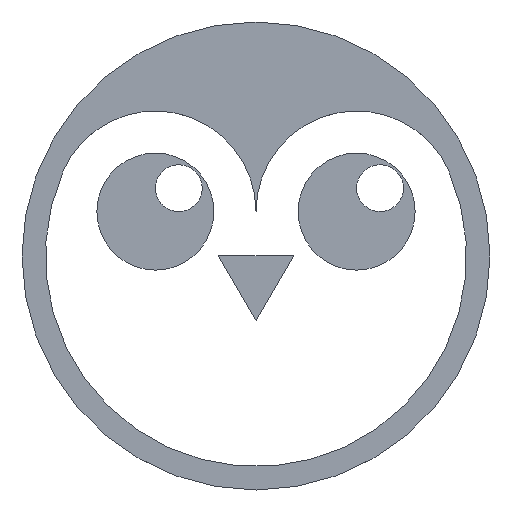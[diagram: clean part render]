
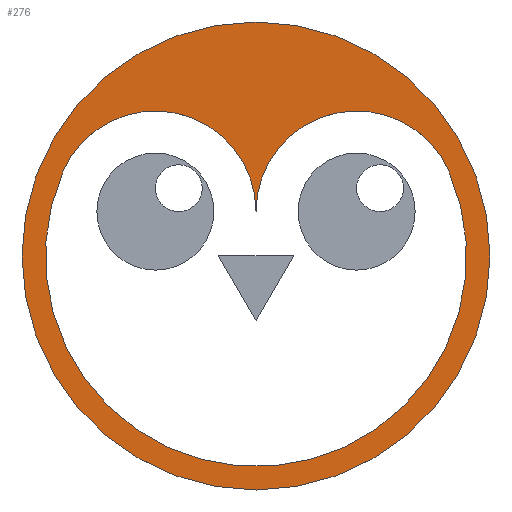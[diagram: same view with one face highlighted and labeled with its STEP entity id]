
A CAD part, top view. The second image highlights one B-rep face of the part: STEP entity #276.
In plain terms, the highlighted planar face has unit normal (0, 0, 1).
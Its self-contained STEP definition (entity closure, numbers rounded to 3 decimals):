
#26=FACE_BOUND('',#91,.T.);
#36=CIRCLE('',#320,600.);
#40=CIRCLE('',#326,258.);
#41=CIRCLE('',#327,258.);
#42=CIRCLE('',#328,540.);
#66=FACE_OUTER_BOUND('',#90,.T.);
#90=EDGE_LOOP('',(#234));
#91=EDGE_LOOP('',(#235,#236,#237));
#144=VERTEX_POINT('',#473);
#148=VERTEX_POINT('',#484);
#149=VERTEX_POINT('',#485);
#150=VERTEX_POINT('',#487);
#174=EDGE_CURVE('',#144,#144,#36,.T.);
#178=EDGE_CURVE('',#148,#149,#40,.T.);
#179=EDGE_CURVE('',#149,#150,#41,.T.);
#180=EDGE_CURVE('',#150,#148,#42,.T.);
#234=ORIENTED_EDGE('',*,*,#174,.T.);
#235=ORIENTED_EDGE('',*,*,#178,.T.);
#236=ORIENTED_EDGE('',*,*,#179,.T.);
#237=ORIENTED_EDGE('',*,*,#180,.T.);
#260=PLANE('',#325);
#276=ADVANCED_FACE('',(#66,#26),#260,.T.);
#320=AXIS2_PLACEMENT_3D('',#475,#394,#395);
#325=AXIS2_PLACEMENT_3D('',#483,#404,#405);
#326=AXIS2_PLACEMENT_3D('',#486,#406,#407);
#327=AXIS2_PLACEMENT_3D('',#488,#408,#409);
#328=AXIS2_PLACEMENT_3D('',#489,#410,#411);
#394=DIRECTION('center_axis',(0.,0.,1.));
#395=DIRECTION('ref_axis',(-1.,0.,0.));
#404=DIRECTION('center_axis',(0.,0.,1.));
#405=DIRECTION('ref_axis',(-1.,0.,0.));
#406=DIRECTION('center_axis',(0.,0.,-1.));
#407=DIRECTION('ref_axis',(1.,0.,0.));
#408=DIRECTION('center_axis',(0.,0.,-1.));
#409=DIRECTION('ref_axis',(0.915,0.404,0.));
#410=DIRECTION('center_axis',(0.,0.,-1.));
#411=DIRECTION('ref_axis',(-0.915,0.404,0.));
#473=CARTESIAN_POINT('',(600.,0.,0.));
#475=CARTESIAN_POINT('Origin',(0.,0.,0.));
#483=CARTESIAN_POINT('Origin',(0.,0.,0.));
#484=CARTESIAN_POINT('',(-494.043,217.995,0.));
#485=CARTESIAN_POINT('',(0.,113.842,0.));
#486=CARTESIAN_POINT('Origin',(-258.,113.842,0.));
#487=CARTESIAN_POINT('',(494.043,217.995,0.));
#488=CARTESIAN_POINT('Origin',(258.,113.842,0.));
#489=CARTESIAN_POINT('Origin',(0.,0.,0.));
